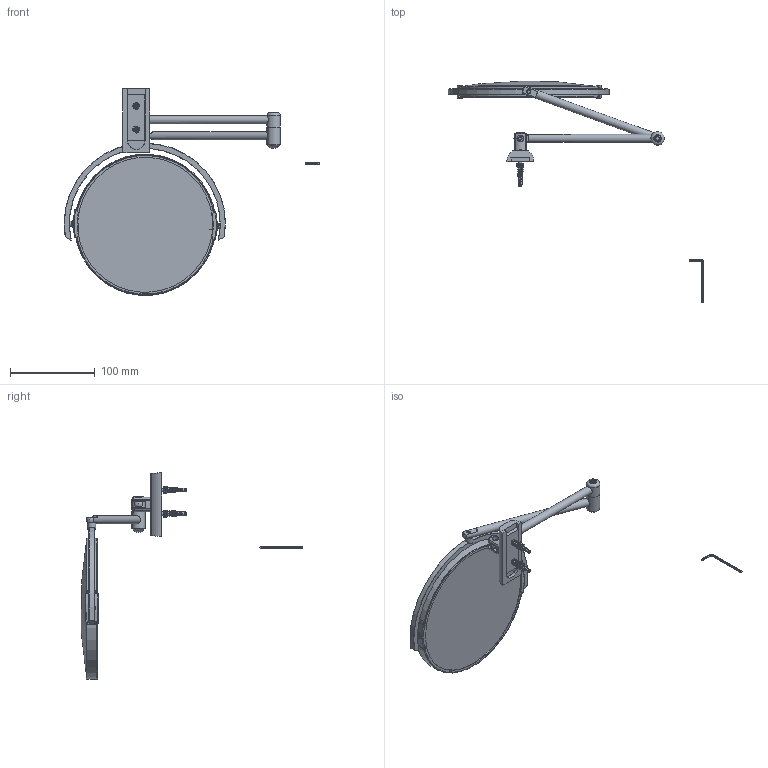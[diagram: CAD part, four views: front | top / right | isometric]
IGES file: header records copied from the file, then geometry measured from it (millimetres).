
Global section: file name: No Iges File Name specified; native system: Autodesk Inventor 2012; preprocessor: AutoDesk Inventor Iges Exporter R2012; author: sbajwa; date: 20130211.102907; units: millimetre
Bounding box: 302.1 x 261.92 x 244.11 mm (x, y, z)
Volume: 160882.5 mm3; surface area: 149989.6 mm2
Topology: 20 solids, 21 shells, 764 faces, 2098 edges, 1366 vertices
Faces by surface type: plane 529, revolution 87, cylinder 78, cone 24, torus 19, bspline 18, sphere 9
Full cylindrical faces by diameter (mm): 3.15 x2, 3.92 x2, 4 x3, 6.2 x1, 6.35 x2, 8.2 x2, 9.5 x1, 9.6 x2, 15.87 x2, 163.75 x1
